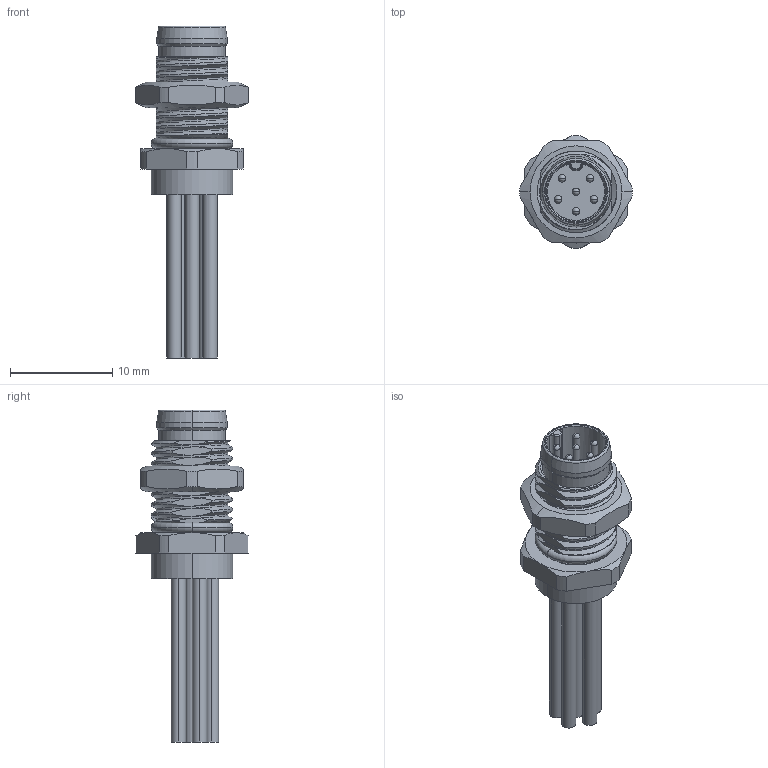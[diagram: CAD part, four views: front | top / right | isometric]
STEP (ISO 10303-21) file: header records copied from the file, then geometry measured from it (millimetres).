
FILE_DESCRIPTION((''),'2;1');
FILE_NAME('PRT0001223666','2025-09-28T',('gongcheng16'),(''),'PRO/ENGINEER BY PARAMETRIC TECHNOLOGY CORPORATION, 2010280','PRO/ENGINEER BY PARAMETRIC TECHNOLOGY CORPORATION, 2010280','');
FILE_SCHEMA(('CONFIG_CONTROL_DESIGN'));
Length unit declared in the file: millimetre
Products named in the file (1): PRT0001223666
Bounding box: 11 x 10.99 x 32.5 mm (x, y, z)
Volume: 223.2 mm3; surface area: 2872.7 mm2
Topology: 1 solids, 17 shells, 526 faces, 1222 edges, 743 vertices
Faces by surface type: cylinder 211, plane 143, cone 102, bspline 43, torus 15, sphere 12
Entity records: 23097 total; most frequent: CARTESIAN_POINT 11345, DIRECTION 2459, ORIENTED_EDGE 2396, EDGE_CURVE 1198, AXIS2_PLACEMENT_3D 1006, VERTEX_POINT 743, EDGE_LOOP 593, FACE_OUTER_BOUND 526
